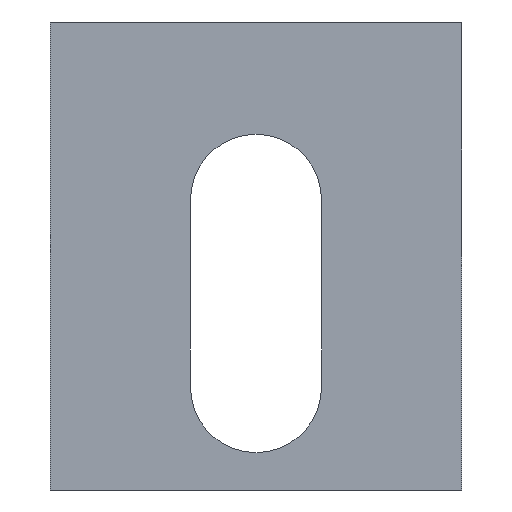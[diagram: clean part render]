
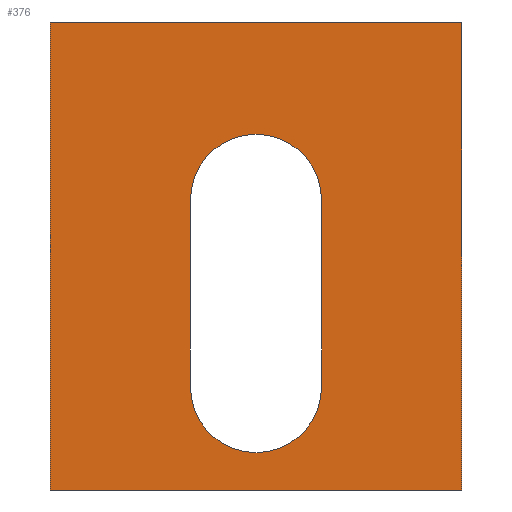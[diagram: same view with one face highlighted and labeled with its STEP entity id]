
A CAD part, front view. The second image highlights one B-rep face of the part: STEP entity #376.
In plain terms, the highlighted planar face has unit normal (0, -1, 0).
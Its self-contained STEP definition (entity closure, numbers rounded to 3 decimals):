
#22=FACE_BOUND('',#74,.T.);
#28=CIRCLE('',#416,3.5);
#30=CIRCLE('',#420,3.5);
#50=FACE_OUTER_BOUND('',#73,.T.);
#73=EDGE_LOOP('',(#333,#334,#335,#336));
#74=EDGE_LOOP('',(#337,#338,#339,#340));
#99=LINE('',#589,#141);
#104=LINE('',#602,#146);
#109=LINE('',#617,#151);
#112=LINE('',#622,#154);
#115=LINE('',#627,#157);
#116=LINE('',#629,#158);
#141=VECTOR('',#482,10.);
#146=VECTOR('',#495,10.);
#151=VECTOR('',#512,10.);
#154=VECTOR('',#517,10.);
#157=VECTOR('',#522,10.);
#158=VECTOR('',#525,10.);
#179=VERTEX_POINT('',#586);
#180=VERTEX_POINT('',#588);
#182=VERTEX_POINT('',#594);
#184=VERTEX_POINT('',#600);
#187=VERTEX_POINT('',#615);
#188=VERTEX_POINT('',#616);
#189=VERTEX_POINT('',#621);
#190=VERTEX_POINT('',#625);
#219=EDGE_CURVE('',#180,#179,#99,.T.);
#223=EDGE_CURVE('',#179,#182,#28,.T.);
#226=EDGE_CURVE('',#182,#184,#104,.T.);
#228=EDGE_CURVE('',#184,#180,#30,.T.);
#233=EDGE_CURVE('',#187,#188,#109,.T.);
#236=EDGE_CURVE('',#189,#187,#112,.T.);
#239=EDGE_CURVE('',#190,#189,#115,.T.);
#240=EDGE_CURVE('',#188,#190,#116,.T.);
#333=ORIENTED_EDGE('',*,*,#239,.F.);
#334=ORIENTED_EDGE('',*,*,#240,.F.);
#335=ORIENTED_EDGE('',*,*,#233,.F.);
#336=ORIENTED_EDGE('',*,*,#236,.F.);
#337=ORIENTED_EDGE('',*,*,#219,.T.);
#338=ORIENTED_EDGE('',*,*,#223,.T.);
#339=ORIENTED_EDGE('',*,*,#226,.T.);
#340=ORIENTED_EDGE('',*,*,#228,.T.);
#356=PLANE('',#427);
#376=ADVANCED_FACE('',(#50,#22),#356,.F.);
#416=AXIS2_PLACEMENT_3D('',#596,#489,#490);
#420=AXIS2_PLACEMENT_3D('',#605,#500,#501);
#427=AXIS2_PLACEMENT_3D('',#630,#526,#527);
#482=DIRECTION('',(0.,0.,1.));
#489=DIRECTION('center_axis',(0.,1.,0.));
#490=DIRECTION('ref_axis',(-1.,0.,0.));
#495=DIRECTION('',(0.,0.,-1.));
#500=DIRECTION('center_axis',(0.,1.,0.));
#501=DIRECTION('ref_axis',(1.,0.,0.));
#512=DIRECTION('',(0.,0.,-1.));
#517=DIRECTION('',(1.,0.,0.));
#522=DIRECTION('',(0.,0.,1.));
#525=DIRECTION('',(-1.,0.,0.));
#526=DIRECTION('center_axis',(0.,1.,0.));
#527=DIRECTION('ref_axis',(0.,0.,1.));
#586=CARTESIAN_POINT('',(-14.5,0.,-9.5));
#588=CARTESIAN_POINT('',(-14.5,0.,-19.5));
#589=CARTESIAN_POINT('',(-14.5,0.,-11.));
#594=CARTESIAN_POINT('',(-7.5,0.,-9.5));
#596=CARTESIAN_POINT('Origin',(-11.,0.,-9.5));
#600=CARTESIAN_POINT('',(-7.5,0.,-19.5));
#602=CARTESIAN_POINT('',(-7.5,0.,-16.));
#605=CARTESIAN_POINT('Origin',(-11.,0.,-19.5));
#615=CARTESIAN_POINT('',(0.,0.,0.));
#616=CARTESIAN_POINT('',(0.,0.,-25.));
#617=CARTESIAN_POINT('',(0.,0.,0.));
#621=CARTESIAN_POINT('',(-22.,0.,0.));
#622=CARTESIAN_POINT('',(-22.,0.,0.));
#625=CARTESIAN_POINT('',(-22.,0.,-25.));
#627=CARTESIAN_POINT('',(-22.,0.,-25.));
#629=CARTESIAN_POINT('',(0.,0.,-25.));
#630=CARTESIAN_POINT('Origin',(-11.,0.,-12.5));
